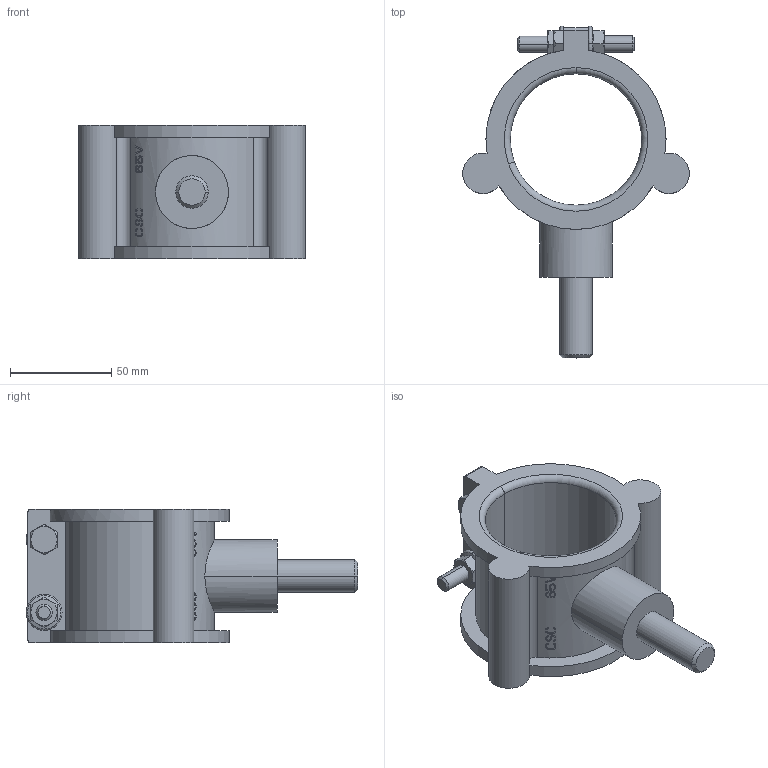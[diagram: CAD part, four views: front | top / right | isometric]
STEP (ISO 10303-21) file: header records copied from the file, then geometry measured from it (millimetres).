
FILE_DESCRIPTION((''),'2;1');
FILE_NAME('ALROC-CSC65V_ASM','2019-10-15T09:37:22',('sylvain.bidault'),(''),'CREO PARAMETRIC BY PTC INC, 2018100','CREO PARAMETRIC BY PTC INC, 2018100','');
FILE_SCHEMA(('CONFIG_CONTROL_DESIGN'));
Length unit declared in the file: millimetre
Products named in the file (2): ALROC-CSC65V; ALROC-CSC65V_ASM
Assembly tree (1 placements, depth 2):
  ALROC-CSC65V_ASM
    ALROC-CSC65V
Bounding box: 112.03 x 164.1 x 66 mm (x, y, z)
Volume: 189079.4 mm3; surface area: 56176.3 mm2
Topology: 1 solids, 3 shells, 368 faces, 1011 edges, 660 vertices
Faces by surface type: plane 292, cone 36, cylinder 32, torus 8
Entity records: 11928 total; most frequent: CARTESIAN_POINT 2885, ORIENTED_EDGE 2014, DIRECTION 1640, EDGE_CURVE 1011, VERTEX_POINT 660, VECTOR 622, LINE 622, AXIS2_PLACEMENT_3D 509
